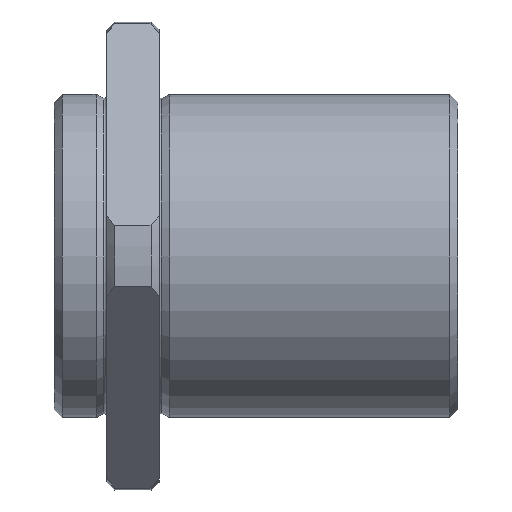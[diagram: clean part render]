
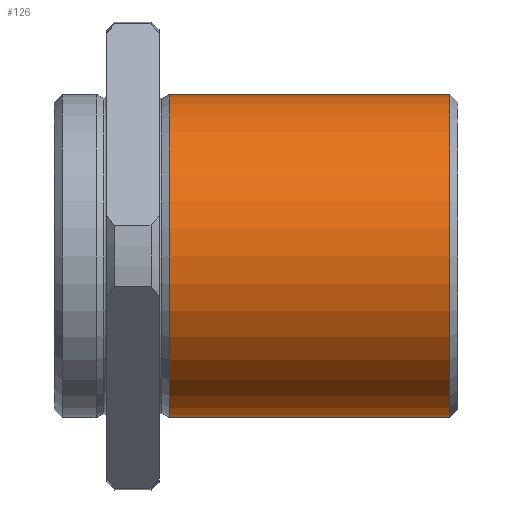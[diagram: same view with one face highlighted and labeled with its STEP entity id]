
A CAD part, front view. The second image highlights one B-rep face of the part: STEP entity #126.
In plain terms, the highlighted cylindrical face has radius 40 mm (diameter 80 mm), a full revolution.
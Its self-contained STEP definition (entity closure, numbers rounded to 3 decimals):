
#126 = ADVANCED_FACE( '', ( #274, #275 ), #276, .T. );
#274 = FACE_OUTER_BOUND( '', #448, .T. );
#275 = FACE_OUTER_BOUND( '', #449, .T. );
#276 = CYLINDRICAL_SURFACE( '', #450, 40. );
#448 = EDGE_LOOP( '', ( #687 ) );
#449 = EDGE_LOOP( '', ( #688 ) );
#450 = AXIS2_PLACEMENT_3D( '', #689, #690, #691 );
#687 = ORIENTED_EDGE( '', *, *, #948, .T. );
#688 = ORIENTED_EDGE( '', *, *, #957, .F. );
#689 = CARTESIAN_POINT( '', ( 100., 0., 0. ) );
#690 = DIRECTION( '', ( -1., 0., 0. ) );
#691 = DIRECTION( '', ( 0., 0., -1. ) );
#948 = EDGE_CURVE( '', #1121, #1121, #1122, .T. );
#957 = EDGE_CURVE( '', #1133, #1133, #1134, .T. );
#1121 = VERTEX_POINT( '', #1348 );
#1122 = CIRCLE( '', #1349, 40. );
#1133 = VERTEX_POINT( '', #1372 );
#1134 = CIRCLE( '', #1373, 40. );
#1348 = CARTESIAN_POINT( '', ( 28.6, 0., -40. ) );
#1349 = AXIS2_PLACEMENT_3D( '', #1551, #1552, #1553 );
#1372 = CARTESIAN_POINT( '', ( 98., 0., -40. ) );
#1373 = AXIS2_PLACEMENT_3D( '', #1557, #1558, #1559 );
#1551 = CARTESIAN_POINT( '', ( 28.6, 0., 0. ) );
#1552 = DIRECTION( '', ( 1., 0., 0. ) );
#1553 = DIRECTION( '', ( 0., 0., -1. ) );
#1557 = CARTESIAN_POINT( '', ( 98., 0., 0. ) );
#1558 = DIRECTION( '', ( 1., 0., 0. ) );
#1559 = DIRECTION( '', ( 0., 0., -1. ) );
